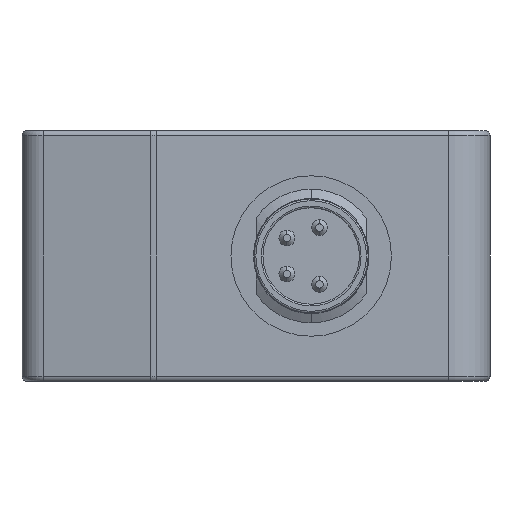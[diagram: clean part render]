
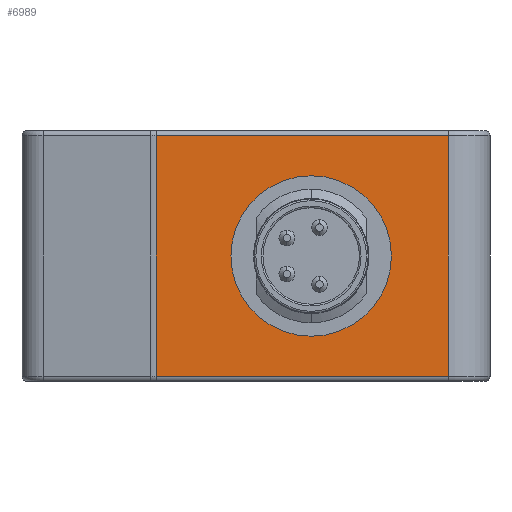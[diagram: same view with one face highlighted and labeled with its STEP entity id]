
A CAD part, front view. The second image highlights one B-rep face of the part: STEP entity #6989.
In plain terms, the highlighted planar face has unit normal (0, -1, 0).
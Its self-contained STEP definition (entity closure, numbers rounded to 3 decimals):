
#289 = VECTOR ( 'NONE', #2497, 1000. ) ;
#308 = ORIENTED_EDGE ( 'NONE', *, *, #845, .T. ) ;
#340 = EDGE_CURVE ( 'NONE', #5951, #4261, #6688, .T. ) ;
#397 = DIRECTION ( 'NONE',  ( -1., 0., 0. ) ) ;
#433 = EDGE_CURVE ( 'NONE', #459, #5951, #1717, .T. ) ;
#459 = VERTEX_POINT ( 'NONE', #4742 ) ;
#748 = VECTOR ( 'NONE', #1648, 1000. ) ;
#840 = CARTESIAN_POINT ( 'NONE',  ( 10.603, -21.4, 7.5 ) ) ;
#845 = EDGE_CURVE ( 'NONE', #4261, #2807, #5180, .T. ) ;
#1098 = CARTESIAN_POINT ( 'NONE',  ( -6.878, -21.4, 7.5 ) ) ;
#1648 = DIRECTION ( 'NONE',  ( 0., 0., -1. ) ) ;
#1717 = LINE ( 'NONE', #840, #3196 ) ;
#1997 = ORIENTED_EDGE ( 'NONE', *, *, #4049, .T. ) ;
#2269 = AXIS2_PLACEMENT_3D ( 'NONE', #4807, #3721, #397 ) ;
#2497 = DIRECTION ( 'NONE',  ( 1., 0., 0. ) ) ;
#2807 = VERTEX_POINT ( 'NONE', #6281 ) ;
#3196 = VECTOR ( 'NONE', #4166, 1000. ) ;
#3569 = CARTESIAN_POINT ( 'NONE',  ( 10.603, -21.4, -7.2 ) ) ;
#3581 = FACE_OUTER_BOUND ( 'NONE', #4686, .T. ) ;
#3721 = DIRECTION ( 'NONE',  ( 0., 1., 0. ) ) ;
#3940 = LINE ( 'NONE', #3569, #289 ) ;
#4049 = EDGE_CURVE ( 'NONE', #2807, #459, #3940, .T. ) ;
#4088 = DIRECTION ( 'NONE',  ( -1., 0., 0. ) ) ;
#4166 = DIRECTION ( 'NONE',  ( 0., 0., 1. ) ) ;
#4232 = CARTESIAN_POINT ( 'NONE',  ( -6.878, -21.4, 7.2 ) ) ;
#4261 = VERTEX_POINT ( 'NONE', #4232 ) ;
#4675 = ORIENTED_EDGE ( 'NONE', *, *, #433, .T. ) ;
#4686 = EDGE_LOOP ( 'NONE', ( #308, #1997, #4675, #7032 ) ) ;
#4742 = CARTESIAN_POINT ( 'NONE',  ( 10.603, -21.4, -7.2 ) ) ;
#4807 = CARTESIAN_POINT ( 'NONE',  ( 13.103, -21.4, 7.5 ) ) ;
#5016 = VECTOR ( 'NONE', #4088, 1000. ) ;
#5180 = LINE ( 'NONE', #1098, #748 ) ;
#5911 = CARTESIAN_POINT ( 'NONE',  ( 10.603, -21.4, 7.2 ) ) ;
#5938 = PLANE ( 'NONE',  #2269 ) ;
#5951 = VERTEX_POINT ( 'NONE', #5911 ) ;
#6281 = CARTESIAN_POINT ( 'NONE',  ( -6.878, -21.4, -7.2 ) ) ;
#6314 = CARTESIAN_POINT ( 'NONE',  ( 13.103, -21.4, 7.2 ) ) ;
#6688 = LINE ( 'NONE', #6314, #5016 ) ;
#6989 = ADVANCED_FACE ( 'NONE', ( #3581 ), #5938, .F. ) ;
#7032 = ORIENTED_EDGE ( 'NONE', *, *, #340, .T. ) ;
